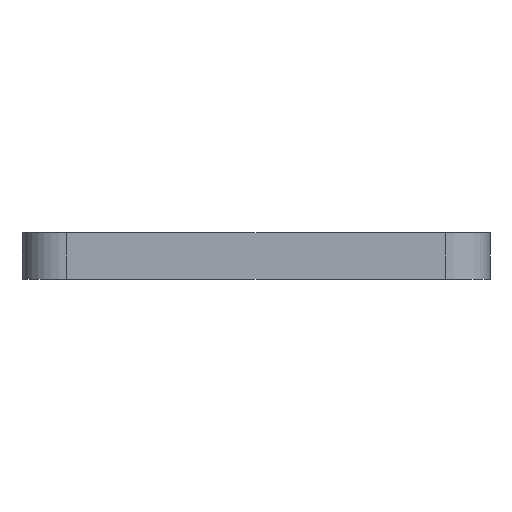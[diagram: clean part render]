
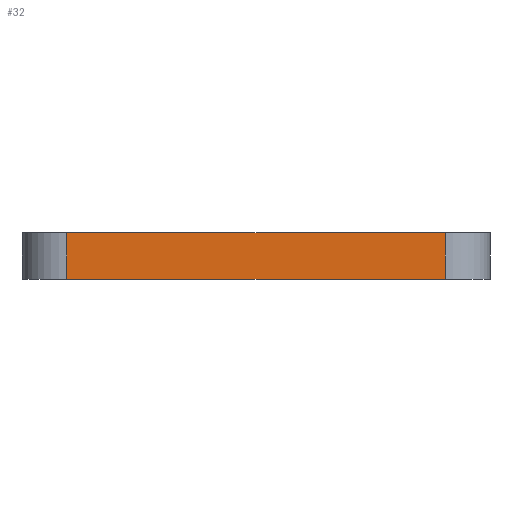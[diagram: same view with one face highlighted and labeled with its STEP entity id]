
A CAD part, front view. The second image highlights one B-rep face of the part: STEP entity #32.
In plain terms, the highlighted planar face has unit normal (0, -1, 0).
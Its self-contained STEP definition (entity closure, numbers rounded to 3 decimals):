
#32=ADVANCED_FACE('',(#114),#1202,.T.);
#114=FACE_OUTER_BOUND('',#192,.T.);
#192=EDGE_LOOP('',(#360,#361,#362,#363));
#360=ORIENTED_EDGE('',*,*,#679,.F.);
#361=ORIENTED_EDGE('',*,*,#680,.F.);
#362=ORIENTED_EDGE('',*,*,#681,.F.);
#363=ORIENTED_EDGE('',*,*,#622,.F.);
#622=EDGE_CURVE('',#1048,#1049,#918,.T.);
#679=EDGE_CURVE('',#1102,#1048,#963,.T.);
#680=EDGE_CURVE('',#1103,#1102,#964,.T.);
#681=EDGE_CURVE('',#1049,#1103,#965,.T.);
#918=B_SPLINE_CURVE_WITH_KNOTS('',1,(#2070,#2071),.UNSPECIFIED.,.F.,.F.,
(2,2),(0.,34.),.UNSPECIFIED.);
#963=B_SPLINE_CURVE_WITH_KNOTS('',1,(#2196,#2197),.UNSPECIFIED.,.F.,.F.,
(2,2),(-4.15,0.),.UNSPECIFIED.);
#964=B_SPLINE_CURVE_WITH_KNOTS('',1,(#2198,#2199),.UNSPECIFIED.,.F.,.F.,
(2,2),(-34.,0.),.UNSPECIFIED.);
#965=B_SPLINE_CURVE_WITH_KNOTS('',1,(#2200,#2201),.UNSPECIFIED.,.F.,.F.,
(2,2),(-4.15,0.),.UNSPECIFIED.);
#1048=VERTEX_POINT('',#1958);
#1049=VERTEX_POINT('',#1959);
#1102=VERTEX_POINT('',#2012);
#1103=VERTEX_POINT('',#2013);
#1202=PLANE('',#1332);
#1332=AXIS2_PLACEMENT_3D('',#1694,#1449,$);
#1449=DIRECTION('',(0.,-1.,0.));
#1694=CARTESIAN_POINT('',(20.4,-21.,-0.415));
#1958=CARTESIAN_POINT('',(17.,-21.,0.));
#1959=CARTESIAN_POINT('',(-17.,-21.,0.));
#2012=CARTESIAN_POINT('',(17.,-21.,4.15));
#2013=CARTESIAN_POINT('',(-17.,-21.,4.15));
#2070=CARTESIAN_POINT('',(17.,-21.,0.));
#2071=CARTESIAN_POINT('',(-17.,-21.,0.));
#2196=CARTESIAN_POINT('',(17.,-21.,4.15));
#2197=CARTESIAN_POINT('',(17.,-21.,0.));
#2198=CARTESIAN_POINT('',(-17.,-21.,4.15));
#2199=CARTESIAN_POINT('',(17.,-21.,4.15));
#2200=CARTESIAN_POINT('',(-17.,-21.,0.));
#2201=CARTESIAN_POINT('',(-17.,-21.,4.15));
